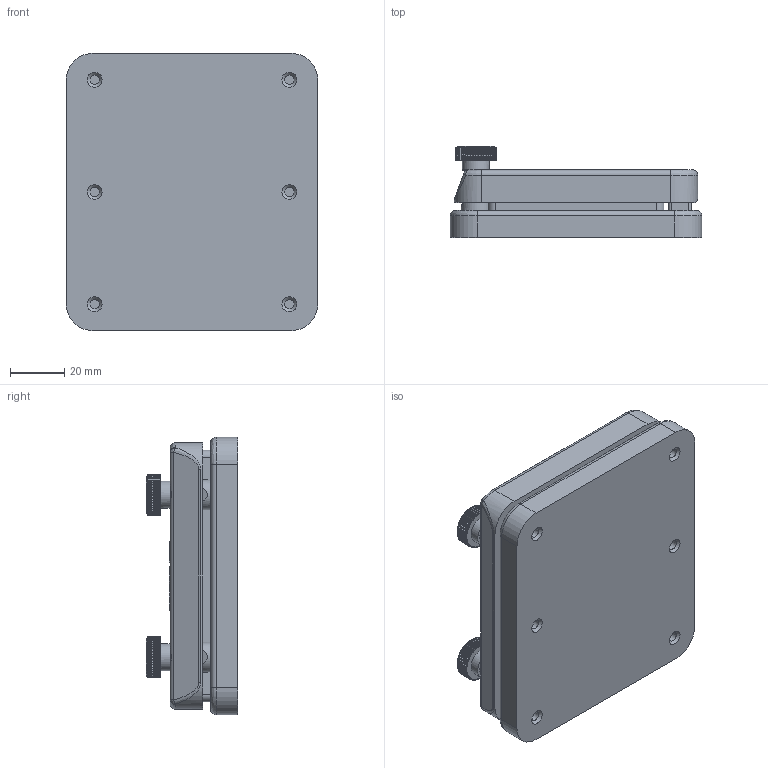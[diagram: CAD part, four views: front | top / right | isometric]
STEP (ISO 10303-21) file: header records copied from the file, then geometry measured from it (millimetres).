
FILE_DESCRIPTION (( 'STEP AP203' ), '1' );
FILE_NAME ('900605.STEP', '2017-11-15T07:50:16', ( '' ), ( '' ), 'SwSTEP 2.0', 'SolidWorks 2016', '' );
FILE_SCHEMA (( 'CONFIG_CONTROL_DESIGN' ));
Length unit declared in the file: millimetre
Products named in the file (1): 900605
Bounding box: 93 x 33.8 x 102.5 mm (x, y, z)
Volume: 217910.3 mm3; surface area: 34016.7 mm2
Topology: 1 solids, 1 shells, 844 faces, 2453 edges, 1628 vertices
Faces by surface type: cylinder 339, plane 283, bspline 212, cone 10
Full cylindrical faces by diameter (mm): 3.5 x6, 10 x2
Entity records: 32878 total; most frequent: CARTESIAN_POINT 13328, ORIENTED_EDGE 4842, DIRECTION 2995, EDGE_CURVE 2421, VERTEX_POINT 1616, LINE 1101, VECTOR 1101, AXIS2_PLACEMENT_3D 947
